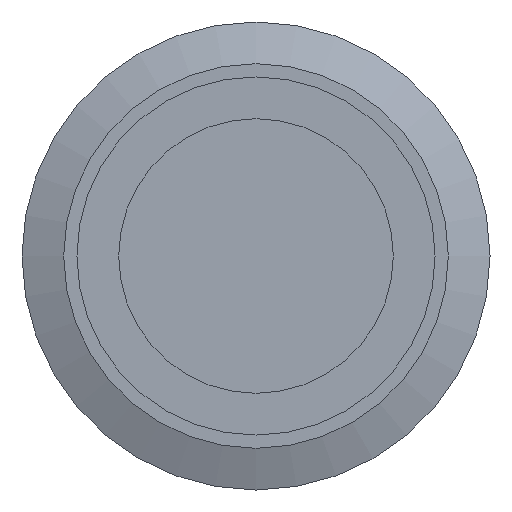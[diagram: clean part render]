
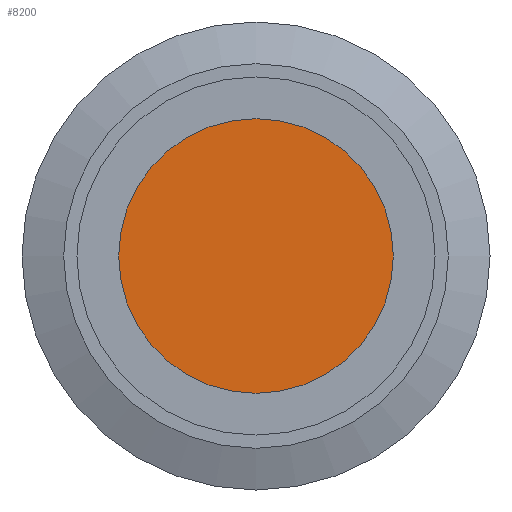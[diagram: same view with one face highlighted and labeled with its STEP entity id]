
A CAD part, left-side view. The second image highlights one B-rep face of the part: STEP entity #8200.
In plain terms, the highlighted planar face has unit normal (-1, 0, 0).
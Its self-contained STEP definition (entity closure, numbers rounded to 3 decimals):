
#476=CIRCLE('',#8902,13.5);
#908=FACE_OUTER_BOUND('',#1399,.T.);
#1399=EDGE_LOOP('',(#7244));
#3882=VERTEX_POINT('',#13426);
#4999=EDGE_CURVE('',#3882,#3882,#476,.T.);
#7244=ORIENTED_EDGE('',*,*,#4999,.F.);
#7741=PLANE('',#8937);
#8200=ADVANCED_FACE('',(#908),#7741,.F.);
#8902=AXIS2_PLACEMENT_3D('',#13427,#11057,#11058);
#8937=AXIS2_PLACEMENT_3D('',#13491,#11135,#11136);
#11057=DIRECTION('center_axis',(1.,0.,0.));
#11058=DIRECTION('ref_axis',(0.,0.,1.));
#11135=DIRECTION('center_axis',(1.,0.,0.));
#11136=DIRECTION('ref_axis',(0.,0.,1.));
#13426=CARTESIAN_POINT('',(-2.,0.,-13.5));
#13427=CARTESIAN_POINT('Origin',(-2.,0.,0.));
#13491=CARTESIAN_POINT('Origin',(-2.,0.,0.));
